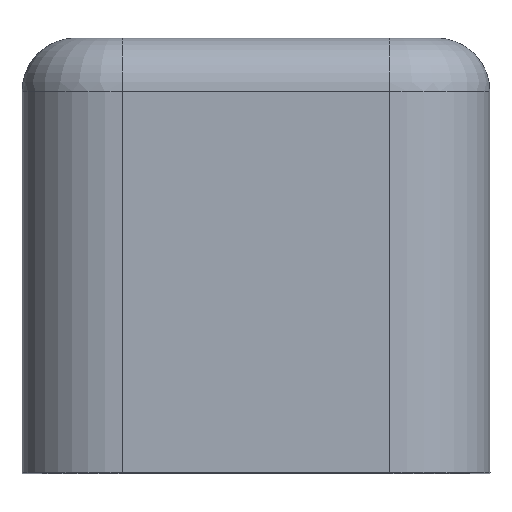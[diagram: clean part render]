
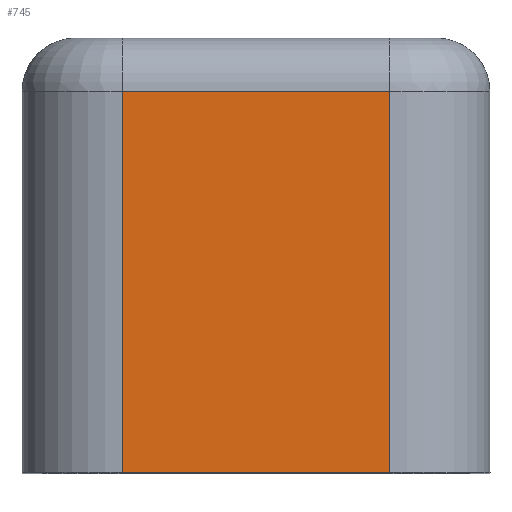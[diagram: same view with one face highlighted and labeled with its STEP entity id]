
A CAD part, top view. The second image highlights one B-rep face of the part: STEP entity #745.
In plain terms, the highlighted planar face has unit normal (0, 0, 1).
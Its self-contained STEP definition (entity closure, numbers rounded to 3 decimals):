
#17 = EDGE_LOOP ( 'NONE', ( #105, #97, #1162, #381 ) ) ;
#35 = AXIS2_PLACEMENT_3D ( 'NONE', #1070, #438, #231 ) ;
#97 = ORIENTED_EDGE ( 'NONE', *, *, #653, .F. ) ;
#105 = ORIENTED_EDGE ( 'NONE', *, *, #1129, .T. ) ;
#143 = VERTEX_POINT ( 'NONE', #890 ) ;
#192 = CARTESIAN_POINT ( 'NONE',  ( 2., 0., 6.5 ) ) ;
#208 = LINE ( 'NONE', #572, #629 ) ;
#231 = DIRECTION ( 'NONE',  ( 0., -1., 0. ) ) ;
#284 = CARTESIAN_POINT ( 'NONE',  ( -2., 0., 6.5 ) ) ;
#321 = EDGE_CURVE ( 'NONE', #930, #992, #208, .T. ) ;
#373 = DIRECTION ( 'NONE',  ( 0., -1., 0. ) ) ;
#381 = ORIENTED_EDGE ( 'NONE', *, *, #701, .T. ) ;
#397 = VECTOR ( 'NONE', #970, 1000. ) ;
#401 = VECTOR ( 'NONE', #1087, 1000. ) ;
#418 = PLANE ( 'NONE',  #35 ) ;
#438 = DIRECTION ( 'NONE',  ( 0., 0., 1. ) ) ;
#491 = CARTESIAN_POINT ( 'NONE',  ( 2., -0.8, 6.5 ) ) ;
#531 = VECTOR ( 'NONE', #373, 1000. ) ;
#551 = CARTESIAN_POINT ( 'NONE',  ( -2., -6.5, 6.5 ) ) ;
#572 = CARTESIAN_POINT ( 'NONE',  ( -2., -0.8, 6.5 ) ) ;
#629 = VECTOR ( 'NONE', #876, 1000. ) ;
#646 = CARTESIAN_POINT ( 'NONE',  ( -2., -0.8, 6.5 ) ) ;
#653 = EDGE_CURVE ( 'NONE', #992, #143, #988, .T. ) ;
#660 = VERTEX_POINT ( 'NONE', #551 ) ;
#701 = EDGE_CURVE ( 'NONE', #930, #660, #1177, .T. ) ;
#745 = ADVANCED_FACE ( 'NONE', ( #957 ), #418, .T. ) ;
#791 = CARTESIAN_POINT ( 'NONE',  ( -2., -6.5, 6.5 ) ) ;
#876 = DIRECTION ( 'NONE',  ( 1., 0., 0. ) ) ;
#879 = LINE ( 'NONE', #791, #397 ) ;
#890 = CARTESIAN_POINT ( 'NONE',  ( 2., -6.5, 6.5 ) ) ;
#930 = VERTEX_POINT ( 'NONE', #646 ) ;
#957 = FACE_OUTER_BOUND ( 'NONE', #17, .T. ) ;
#970 = DIRECTION ( 'NONE',  ( 1., 0., 0. ) ) ;
#988 = LINE ( 'NONE', #192, #401 ) ;
#992 = VERTEX_POINT ( 'NONE', #491 ) ;
#1070 = CARTESIAN_POINT ( 'NONE',  ( -2., 0., 6.5 ) ) ;
#1087 = DIRECTION ( 'NONE',  ( 0., -1., 0. ) ) ;
#1129 = EDGE_CURVE ( 'NONE', #660, #143, #879, .T. ) ;
#1162 = ORIENTED_EDGE ( 'NONE', *, *, #321, .F. ) ;
#1177 = LINE ( 'NONE', #284, #531 ) ;
